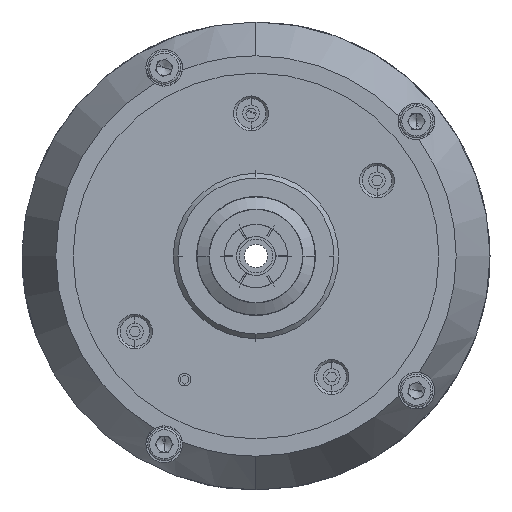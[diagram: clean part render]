
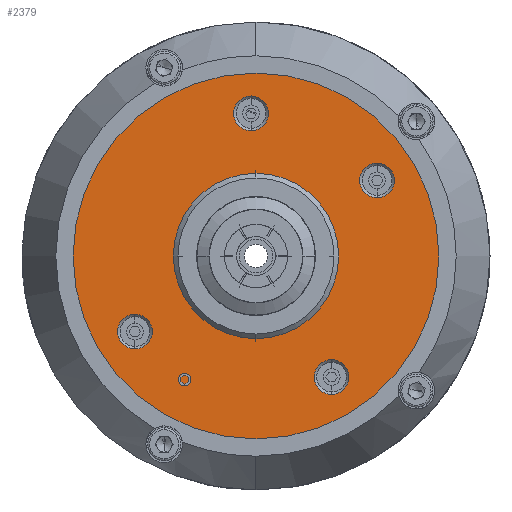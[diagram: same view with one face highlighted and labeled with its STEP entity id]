
A CAD part, left-side view. The second image highlights one B-rep face of the part: STEP entity #2379.
In plain terms, the highlighted planar face has unit normal (-1, 0, 0).
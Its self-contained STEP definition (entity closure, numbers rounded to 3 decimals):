
#2355 = ORIENTED_EDGE ( 'NONE', *, *, #2416, .F. ) ;
#2356 = ORIENTED_EDGE ( 'NONE', *, *, #2498, .F. ) ;
#2357 = EDGE_LOOP ( 'NONE', ( #2358, #2360 ) ) ;
#2358 = ORIENTED_EDGE ( 'NONE', *, *, #2359, .T. ) ;
#2359 = EDGE_CURVE ( 'NONE', #2488, #2490, #15879, .T. ) ;
#2360 = ORIENTED_EDGE ( 'NONE', *, *, #2489, .T. ) ;
#2361 = EDGE_LOOP ( 'NONE', ( #2362, #2363 ) ) ;
#2362 = ORIENTED_EDGE ( 'NONE', *, *, #2547, .F. ) ;
#2363 = ORIENTED_EDGE ( 'NONE', *, *, #2520, .F. ) ;
#2378 = EDGE_CURVE ( 'NONE', #2533, #2530, #15853, .T. ) ;
#2379 = ADVANCED_FACE ( 'NONE', ( #15848, #15847, #15846, #15845, #15844, #15932 ), #15931, .T. ) ;
#2380 = EDGE_LOOP ( 'NONE', ( #2381, #2397 ) ) ;
#2381 = ORIENTED_EDGE ( 'NONE', *, *, #2378, .F. ) ;
#2384 = EDGE_CURVE ( 'NONE', #2421, #2418, #15929, .T. ) ;
#2397 = ORIENTED_EDGE ( 'NONE', *, *, #2532, .F. ) ;
#2398 = EDGE_LOOP ( 'NONE', ( #2399, #2400 ) ) ;
#2399 = ORIENTED_EDGE ( 'NONE', *, *, #2384, .F. ) ;
#2400 = ORIENTED_EDGE ( 'NONE', *, *, #2420, .F. ) ;
#2401 = EDGE_LOOP ( 'NONE', ( #2402, #2403 ) ) ;
#2402 = ORIENTED_EDGE ( 'NONE', *, *, #2410, .F. ) ;
#2403 = ORIENTED_EDGE ( 'NONE', *, *, #2440, .F. ) ;
#2404 = EDGE_LOOP ( 'NONE', ( #2355, #2356 ) ) ;
#2410 = EDGE_CURVE ( 'NONE', #2441, #2507, #16037, .T. ) ;
#2416 = EDGE_CURVE ( 'NONE', #2499, #2496, #16026, .T. ) ;
#2418 = VERTEX_POINT ( 'NONE', #16237 ) ;
#2420 = EDGE_CURVE ( 'NONE', #2418, #2421, #16236, .T. ) ;
#2421 = VERTEX_POINT ( 'NONE', #16172 ) ;
#2440 = EDGE_CURVE ( 'NONE', #2507, #2441, #16142, .T. ) ;
#2441 = VERTEX_POINT ( 'NONE', #16137 ) ;
#2465 = VERTEX_POINT ( 'NONE', #16274 ) ;
#2466 = VERTEX_POINT ( 'NONE', #16273 ) ;
#2488 = VERTEX_POINT ( 'NONE', #16107 ) ;
#2489 = EDGE_CURVE ( 'NONE', #2490, #2488, #16106, .T. ) ;
#2490 = VERTEX_POINT ( 'NONE', #16101 ) ;
#2496 = VERTEX_POINT ( 'NONE', #16091 ) ;
#2498 = EDGE_CURVE ( 'NONE', #2496, #2499, #16090, .T. ) ;
#2499 = VERTEX_POINT ( 'NONE', #16085 ) ;
#2507 = VERTEX_POINT ( 'NONE', #16226 ) ;
#2520 = EDGE_CURVE ( 'NONE', #2466, #2465, #16211, .T. ) ;
#2530 = VERTEX_POINT ( 'NONE', #16187 ) ;
#2532 = EDGE_CURVE ( 'NONE', #2530, #2533, #16186, .T. ) ;
#2533 = VERTEX_POINT ( 'NONE', #16181 ) ;
#2547 = EDGE_CURVE ( 'NONE', #2465, #2466, #16420, .T. ) ;
#15274 = DIRECTION ( 'NONE',  ( -1., 0., 0. ) ) ;
#15554 = DIRECTION ( 'NONE',  ( 0., 0., 1. ) ) ;
#15844 = FACE_BOUND ( 'NONE', #2357, .T. ) ;
#15845 = FACE_BOUND ( 'NONE', #2404, .T. ) ;
#15846 = FACE_BOUND ( 'NONE', #2401, .T. ) ;
#15847 = FACE_BOUND ( 'NONE', #2398, .T. ) ;
#15848 = FACE_BOUND ( 'NONE', #2380, .T. ) ;
#15849 = DIRECTION ( 'NONE',  ( 0., 0., 1. ) ) ;
#15850 = DIRECTION ( 'NONE',  ( -1., 0., 0. ) ) ;
#15851 = CARTESIAN_POINT ( 'NONE',  ( 4., 31.039, -19.395 ) ) ;
#15852 = AXIS2_PLACEMENT_3D ( 'NONE', #15851, #15850, #15849 ) ;
#15853 = CIRCLE ( 'NONE', #15852, 4.45 ) ;
#15875 = DIRECTION ( 'NONE',  ( 0., 0., -1. ) ) ;
#15876 = DIRECTION ( 'NONE',  ( 1., 0., 0. ) ) ;
#15877 = CARTESIAN_POINT ( 'NONE',  ( 4., 0., 0. ) ) ;
#15878 = AXIS2_PLACEMENT_3D ( 'NONE', #15877, #15876, #15875 ) ;
#15879 = CIRCLE ( 'NONE', #15878, 21.2 ) ;
#15922 = DIRECTION ( 'NONE',  ( 0., 0., 1. ) ) ;
#15923 = DIRECTION ( 'NONE',  ( -1., 0., 0. ) ) ;
#15924 = CARTESIAN_POINT ( 'NONE',  ( 4., -19.395, -31.039 ) ) ;
#15925 = AXIS2_PLACEMENT_3D ( 'NONE', #15924, #15923, #15922 ) ;
#15926 = DIRECTION ( 'NONE',  ( 0., 0., 1. ) ) ;
#15927 = DIRECTION ( 'NONE',  ( -1., 0., 0. ) ) ;
#15928 = CARTESIAN_POINT ( 'NONE',  ( 4., 46.9, 0. ) ) ;
#15929 = CIRCLE ( 'NONE', #15925, 4.45 ) ;
#15930 = AXIS2_PLACEMENT_3D ( 'NONE', #15928, #15927, #15926 ) ;
#15931 = PLANE ( 'NONE',  #15930 ) ;
#15932 = FACE_OUTER_BOUND ( 'NONE', #2361, .T. ) ;
#16024 = CARTESIAN_POINT ( 'NONE',  ( 4., 1.277, 36.578 ) ) ;
#16025 = AXIS2_PLACEMENT_3D ( 'NONE', #16024, #15274, #15554 ) ;
#16026 = CIRCLE ( 'NONE', #16025, 4.45 ) ;
#16033 = DIRECTION ( 'NONE',  ( 0., 0., 1. ) ) ;
#16034 = DIRECTION ( 'NONE',  ( -1., 0., 0. ) ) ;
#16035 = CARTESIAN_POINT ( 'NONE',  ( 4., -31.039, 19.395 ) ) ;
#16036 = AXIS2_PLACEMENT_3D ( 'NONE', #16035, #16034, #16033 ) ;
#16037 = CIRCLE ( 'NONE', #16036, 4.45 ) ;
#16085 = CARTESIAN_POINT ( 'NONE',  ( 4., 1.277, 41.028 ) ) ;
#16086 = DIRECTION ( 'NONE',  ( 0., 0., 1. ) ) ;
#16087 = DIRECTION ( 'NONE',  ( -1., 0., 0. ) ) ;
#16088 = CARTESIAN_POINT ( 'NONE',  ( 4., 1.277, 36.578 ) ) ;
#16089 = AXIS2_PLACEMENT_3D ( 'NONE', #16088, #16087, #16086 ) ;
#16090 = CIRCLE ( 'NONE', #16089, 4.45 ) ;
#16091 = CARTESIAN_POINT ( 'NONE',  ( 4., 1.277, 32.128 ) ) ;
#16101 = CARTESIAN_POINT ( 'NONE',  ( 4., 0., 21.2 ) ) ;
#16102 = DIRECTION ( 'NONE',  ( 0., 0., -1. ) ) ;
#16103 = DIRECTION ( 'NONE',  ( 1., 0., 0. ) ) ;
#16104 = CARTESIAN_POINT ( 'NONE',  ( 4., 0., 0. ) ) ;
#16105 = AXIS2_PLACEMENT_3D ( 'NONE', #16104, #16103, #16102 ) ;
#16106 = CIRCLE ( 'NONE', #16105, 21.2 ) ;
#16107 = CARTESIAN_POINT ( 'NONE',  ( 4., 0., -21.2 ) ) ;
#16137 = CARTESIAN_POINT ( 'NONE',  ( 4., -31.039, 23.845 ) ) ;
#16138 = DIRECTION ( 'NONE',  ( 0., 0., 1. ) ) ;
#16139 = DIRECTION ( 'NONE',  ( -1., 0., 0. ) ) ;
#16140 = CARTESIAN_POINT ( 'NONE',  ( 4., -31.039, 19.395 ) ) ;
#16141 = AXIS2_PLACEMENT_3D ( 'NONE', #16140, #16139, #16138 ) ;
#16142 = CIRCLE ( 'NONE', #16141, 4.45 ) ;
#16172 = CARTESIAN_POINT ( 'NONE',  ( 4., -19.395, -26.589 ) ) ;
#16173 = DIRECTION ( 'NONE',  ( 0., 0., 1. ) ) ;
#16174 = DIRECTION ( 'NONE',  ( -1., 0., 0. ) ) ;
#16175 = CARTESIAN_POINT ( 'NONE',  ( 4., -19.395, -31.039 ) ) ;
#16181 = CARTESIAN_POINT ( 'NONE',  ( 4., 31.039, -14.945 ) ) ;
#16182 = DIRECTION ( 'NONE',  ( 0., 0., 1. ) ) ;
#16183 = DIRECTION ( 'NONE',  ( -1., 0., 0. ) ) ;
#16184 = CARTESIAN_POINT ( 'NONE',  ( 4., 31.039, -19.395 ) ) ;
#16185 = AXIS2_PLACEMENT_3D ( 'NONE', #16184, #16183, #16182 ) ;
#16186 = CIRCLE ( 'NONE', #16185, 4.45 ) ;
#16187 = CARTESIAN_POINT ( 'NONE',  ( 4., 31.039, -23.845 ) ) ;
#16204 = DIRECTION ( 'NONE',  ( 0., 0., -1. ) ) ;
#16205 = DIRECTION ( 'NONE',  ( 1., 0., 0. ) ) ;
#16206 = CARTESIAN_POINT ( 'NONE',  ( 4., 0., 0. ) ) ;
#16207 = AXIS2_PLACEMENT_3D ( 'NONE', #16206, #16205, #16204 ) ;
#16211 = CIRCLE ( 'NONE', #16207, 46.9 ) ;
#16226 = CARTESIAN_POINT ( 'NONE',  ( 4., -31.039, 14.945 ) ) ;
#16235 = AXIS2_PLACEMENT_3D ( 'NONE', #16175, #16174, #16173 ) ;
#16236 = CIRCLE ( 'NONE', #16235, 4.45 ) ;
#16237 = CARTESIAN_POINT ( 'NONE',  ( 4., -19.395, -35.489 ) ) ;
#16273 = CARTESIAN_POINT ( 'NONE',  ( 4., 0., 46.9 ) ) ;
#16274 = CARTESIAN_POINT ( 'NONE',  ( 4., 0., -46.9 ) ) ;
#16420 = CIRCLE ( 'NONE', #16514, 46.9 ) ;
#16513 = CARTESIAN_POINT ( 'NONE',  ( 4., 0., 0. ) ) ;
#16514 = AXIS2_PLACEMENT_3D ( 'NONE', #16513, #16542, #16541 ) ;
#16541 = DIRECTION ( 'NONE',  ( 0., 0., -1. ) ) ;
#16542 = DIRECTION ( 'NONE',  ( 1., 0., 0. ) ) ;
